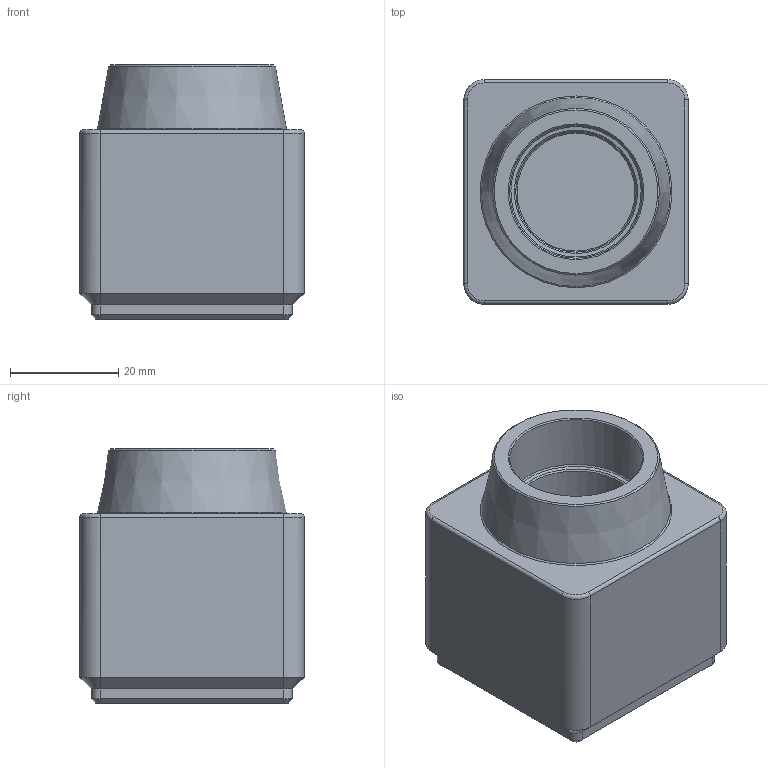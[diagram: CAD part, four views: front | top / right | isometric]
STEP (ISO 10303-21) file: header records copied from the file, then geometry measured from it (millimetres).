
FILE_DESCRIPTION(('FreeCAD Model'),'2;1');
FILE_NAME('Open CASCADE Shape Model','2023-06-03T15:52:27',(''),(''), 'Open CASCADE STEP processor 7.6','FreeCAD','Unknown');
FILE_SCHEMA(('AUTOMOTIVE_DESIGN { 1 0 10303 214 1 1 1 1 }'));
Length unit declared in the file: millimetre
Products named in the file (1): holder
Bounding box: 41.5 x 41.5 x 47 mm (x, y, z)
Volume: 50502.9 mm3; surface area: 12944 mm2
Topology: 1 solids, 1 shells, 85 faces, 186 edges, 113 vertices
Faces by surface type: cylinder 33, plane 28, cone 18, torus 4, bspline 2
Full cylindrical faces by diameter (mm): 3 x1, 22.3 x1, 24.6 x1
Entity records: 5165 total; most frequent: CARTESIAN_POINT 1283, DIRECTION 714, ORIENTED_EDGE 378, PCURVE 378, DEFINITIONAL_REPRESENTATION 378, LINE 308, VECTOR 308, EDGE_CURVE 189
